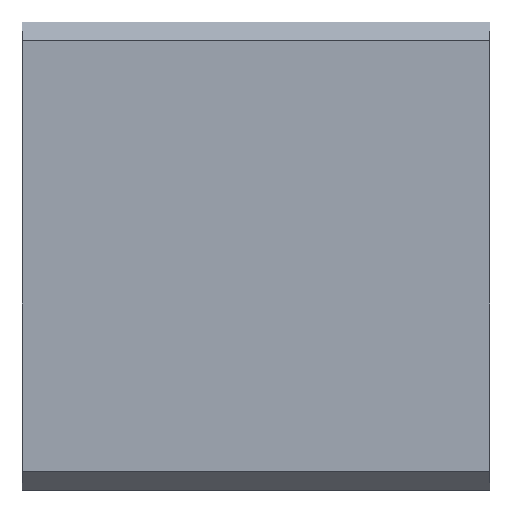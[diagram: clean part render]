
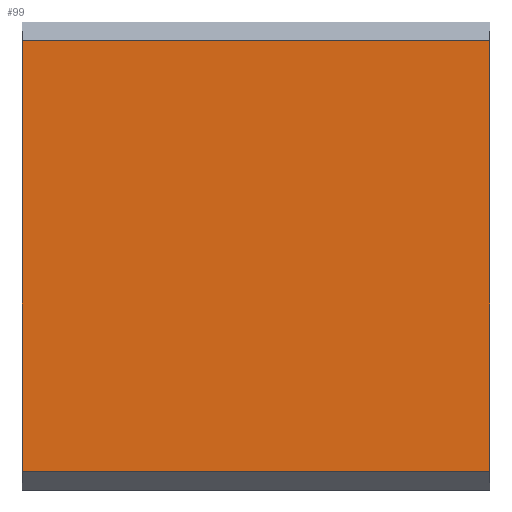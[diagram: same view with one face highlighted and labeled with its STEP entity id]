
A CAD part, top view. The second image highlights one B-rep face of the part: STEP entity #99.
In plain terms, the highlighted planar face has unit normal (0, 0, 1).
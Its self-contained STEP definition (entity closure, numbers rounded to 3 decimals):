
#2 = ORIENTED_EDGE ( 'NONE', *, *, #62, .T. ) ;
#8 = DIRECTION ( 'NONE',  ( 0., 1., 0. ) ) ;
#19 = DIRECTION ( 'NONE',  ( 1., 0., 0. ) ) ;
#33 = ORIENTED_EDGE ( 'NONE', *, *, #294, .T. ) ;
#38 = DIRECTION ( 'NONE',  ( -1., 0., 0. ) ) ;
#62 = EDGE_CURVE ( 'NONE', #202, #181, #103, .T. ) ;
#71 = VERTEX_POINT ( 'NONE', #283 ) ;
#86 = PLANE ( 'NONE',  #89 ) ;
#87 = CARTESIAN_POINT ( 'NONE',  ( 25., -23., 2.5 ) ) ;
#89 = AXIS2_PLACEMENT_3D ( 'NONE', #242, #116, #38 ) ;
#99 = ADVANCED_FACE ( 'NONE', ( #102 ), #86, .F. ) ;
#102 = FACE_OUTER_BOUND ( 'NONE', #126, .T. ) ;
#103 = LINE ( 'NONE', #152, #213 ) ;
#116 = DIRECTION ( 'NONE',  ( 0., 0., -1. ) ) ;
#125 = ORIENTED_EDGE ( 'NONE', *, *, #302, .T. ) ;
#126 = EDGE_LOOP ( 'NONE', ( #33, #125, #2, #245 ) ) ;
#140 = DIRECTION ( 'NONE',  ( -1., 0., 0. ) ) ;
#152 = CARTESIAN_POINT ( 'NONE',  ( 25., -25., 2.5 ) ) ;
#162 = DIRECTION ( 'NONE',  ( 0., -1., 0. ) ) ;
#181 = VERTEX_POINT ( 'NONE', #246 ) ;
#184 = CARTESIAN_POINT ( 'NONE',  ( 0., -23., 2.5 ) ) ;
#202 = VERTEX_POINT ( 'NONE', #87 ) ;
#207 = VECTOR ( 'NONE', #162, 1000. ) ;
#213 = VECTOR ( 'NONE', #8, 1000. ) ;
#216 = LINE ( 'NONE', #184, #236 ) ;
#219 = LINE ( 'NONE', #268, #261 ) ;
#224 = CARTESIAN_POINT ( 'NONE',  ( -25., -23., 2.5 ) ) ;
#236 = VECTOR ( 'NONE', #19, 1000. ) ;
#242 = CARTESIAN_POINT ( 'NONE',  ( 0., 0., 2.5 ) ) ;
#245 = ORIENTED_EDGE ( 'NONE', *, *, #284, .T. ) ;
#246 = CARTESIAN_POINT ( 'NONE',  ( 25., 23., 2.5 ) ) ;
#261 = VECTOR ( 'NONE', #140, 1000. ) ;
#266 = LINE ( 'NONE', #296, #207 ) ;
#267 = VERTEX_POINT ( 'NONE', #224 ) ;
#268 = CARTESIAN_POINT ( 'NONE',  ( 0., 23., 2.5 ) ) ;
#283 = CARTESIAN_POINT ( 'NONE',  ( -25., 23., 2.5 ) ) ;
#284 = EDGE_CURVE ( 'NONE', #181, #71, #219, .T. ) ;
#294 = EDGE_CURVE ( 'NONE', #71, #267, #266, .T. ) ;
#296 = CARTESIAN_POINT ( 'NONE',  ( -25., -25., 2.5 ) ) ;
#302 = EDGE_CURVE ( 'NONE', #267, #202, #216, .T. ) ;
